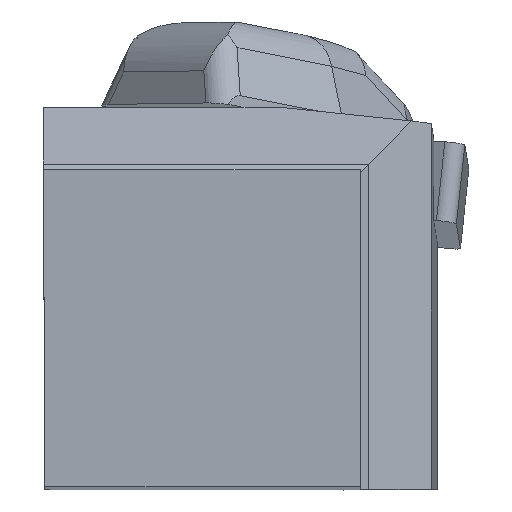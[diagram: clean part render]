
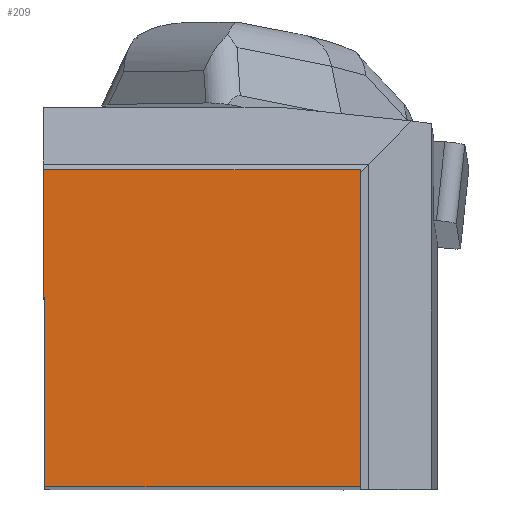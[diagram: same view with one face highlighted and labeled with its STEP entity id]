
A CAD part, top view. The second image highlights one B-rep face of the part: STEP entity #209.
In plain terms, the highlighted planar face has unit normal (0, 0, 1).
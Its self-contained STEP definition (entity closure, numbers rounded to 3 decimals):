
#146=FACE_OUTER_BOUND('',#607,.T.);
#209=ADVANCED_FACE('BLANK_BOXF006',(#146),#267,.F.);
#267=PLANE('',#1399);
#348=LINE('',#1950,#484);
#356=LINE('',#1967,#492);
#365=LINE('',#1983,#501);
#366=LINE('',#1985,#502);
#484=VECTOR('',#1581,1.);
#492=VECTOR('',#1591,1.);
#501=VECTOR('',#1604,1.);
#502=VECTOR('',#1605,1.);
#607=EDGE_LOOP('',(#763,#764,#765,#766));
#763=ORIENTED_EDGE('',*,*,#1189,.T.);
#764=ORIENTED_EDGE('',*,*,#1190,.T.);
#765=ORIENTED_EDGE('',*,*,#1172,.T.);
#766=ORIENTED_EDGE('',*,*,#1180,.T.);
#1045=VERTEX_POINT('',#1949);
#1046=VERTEX_POINT('',#1951);
#1053=VERTEX_POINT('',#1966);
#1059=VERTEX_POINT('',#1984);
#1172=EDGE_CURVE('',#1046,#1045,#348,.T.);
#1180=EDGE_CURVE('',#1045,#1053,#356,.T.);
#1189=EDGE_CURVE('',#1053,#1059,#365,.T.);
#1190=EDGE_CURVE('',#1059,#1046,#366,.T.);
#1399=AXIS2_PLACEMENT_3D('',#1986,#1606,#1607);
#1581=DIRECTION('',(0.004,-1.,0.));
#1591=DIRECTION('',(1.,0.,0.));
#1604=DIRECTION('',(0.,1.,0.));
#1605=DIRECTION('',(-1.,0.,0.));
#1606=DIRECTION('',(0.,0.,-1.));
#1607=DIRECTION('',(1.,0.,0.));
#1949=CARTESIAN_POINT('',(0.083,0.,0.));
#1950=CARTESIAN_POINT('',(-0.486,130.299,0.));
#1951=CARTESIAN_POINT('',(0.,18.923,0.));
#1966=CARTESIAN_POINT('',(18.923,0.,0.));
#1967=CARTESIAN_POINT('',(-130.3,0.,0.));
#1983=CARTESIAN_POINT('',(18.923,-130.3,0.));
#1984=CARTESIAN_POINT('',(18.923,18.923,0.));
#1985=CARTESIAN_POINT('',(130.3,18.923,0.));
#1986=CARTESIAN_POINT('',(41.4,-5.,0.));
